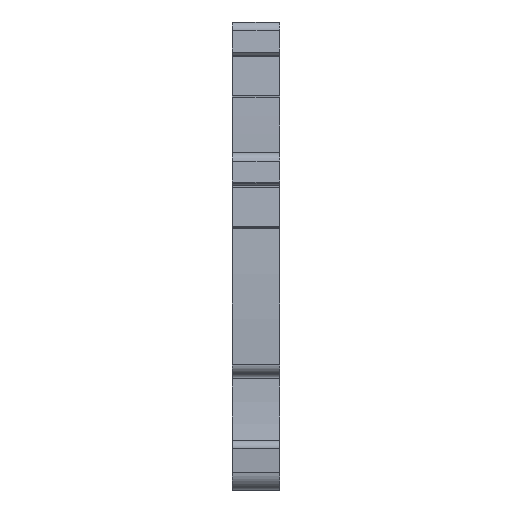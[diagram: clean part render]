
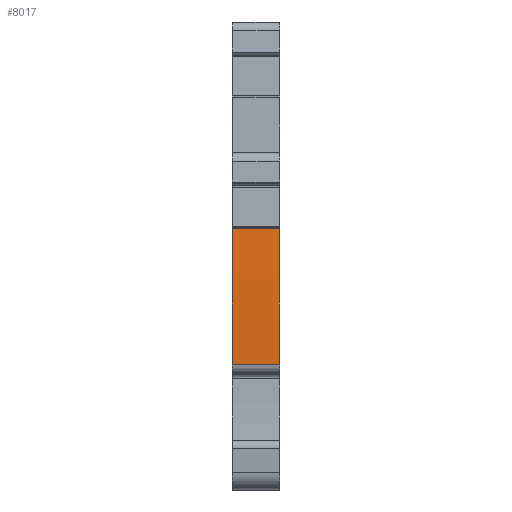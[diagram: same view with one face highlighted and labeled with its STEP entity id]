
A CAD part, front view. The second image highlights one B-rep face of the part: STEP entity #8017.
In plain terms, the highlighted cylindrical face has radius 151.052 mm (diameter 302.104 mm), a partial arc.
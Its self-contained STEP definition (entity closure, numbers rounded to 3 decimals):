
#2450=AXIS2_PLACEMENT_3D('Circle Axis2P3D',#2448,#2449,$) ;
#7997=AXIS2_PLACEMENT_3D('Cylinder Axis2P3D',#7994,#7995,#7996) ;
#8008=AXIS2_PLACEMENT_3D('Circle Axis2P3D',#8006,#8007,$) ;
#2445=CARTESIAN_POINT('Vertex',(0.,1.529,13.426)) ;
#2448=CARTESIAN_POINT('Axis2P3D Location',(0.,152.538,17.05)) ;
#2452=CARTESIAN_POINT('Vertex',(0.,1.887,28.054)) ;
#7974=CARTESIAN_POINT('Line Origine',(2.55,1.887,28.054)) ;
#7978=CARTESIAN_POINT('Vertex',(5.05,1.887,28.054)) ;
#7994=CARTESIAN_POINT('Axis2P3D Location',(2.55,152.538,17.05)) ;
#7999=CARTESIAN_POINT('Line Origine',(2.55,1.529,13.426)) ;
#8003=CARTESIAN_POINT('Vertex',(5.05,1.529,13.426)) ;
#8006=CARTESIAN_POINT('Axis2P3D Location',(5.05,152.538,17.05)) ;
#2449=DIRECTION('Axis2P3D Direction',(1.,0.,0.)) ;
#7975=DIRECTION('Vector Direction',(1.,0.,0.)) ;
#7995=DIRECTION('Axis2P3D Direction',(1.,0.,0.)) ;
#7996=DIRECTION('Axis2P3D XDirection',(0.,-0.996,0.089)) ;
#8000=DIRECTION('Vector Direction',(1.,0.,0.)) ;
#8007=DIRECTION('Axis2P3D Direction',(1.,0.,0.)) ;
#7976=VECTOR('Line Direction',#7975,1.) ;
#8001=VECTOR('Line Direction',#8000,1.) ;
#8012=ORIENTED_EDGE('',*,*,#7980,.T.) ;
#8013=ORIENTED_EDGE('',*,*,#2454,.T.) ;
#8014=ORIENTED_EDGE('',*,*,#8005,.F.) ;
#8015=ORIENTED_EDGE('',*,*,#8010,.F.) ;
#8017=ADVANCED_FACE('MLD_GN',(#8016),#7998,.T.) ;
#2451=CIRCLE('generated circle',#2450,151.052) ;
#8009=CIRCLE('generated circle',#8008,151.052) ;
#7998=CYLINDRICAL_SURFACE('generated cylinder',#7997,151.052) ;
#2454=EDGE_CURVE('',#2453,#2446,#2451,.T.) ;
#7980=EDGE_CURVE('',#7979,#2453,#7977,.F.) ;
#8005=EDGE_CURVE('',#8004,#2446,#8002,.F.) ;
#8010=EDGE_CURVE('',#7979,#8004,#8009,.T.) ;
#8011=EDGE_LOOP('',(#8012,#8013,#8014,#8015)) ;
#8016=FACE_OUTER_BOUND('',#8011,.T.) ;
#7977=LINE('Line',#7974,#7976) ;
#8002=LINE('Line',#7999,#8001) ;
#2446=VERTEX_POINT('',#2445) ;
#2453=VERTEX_POINT('',#2452) ;
#7979=VERTEX_POINT('',#7978) ;
#8004=VERTEX_POINT('',#8003) ;
